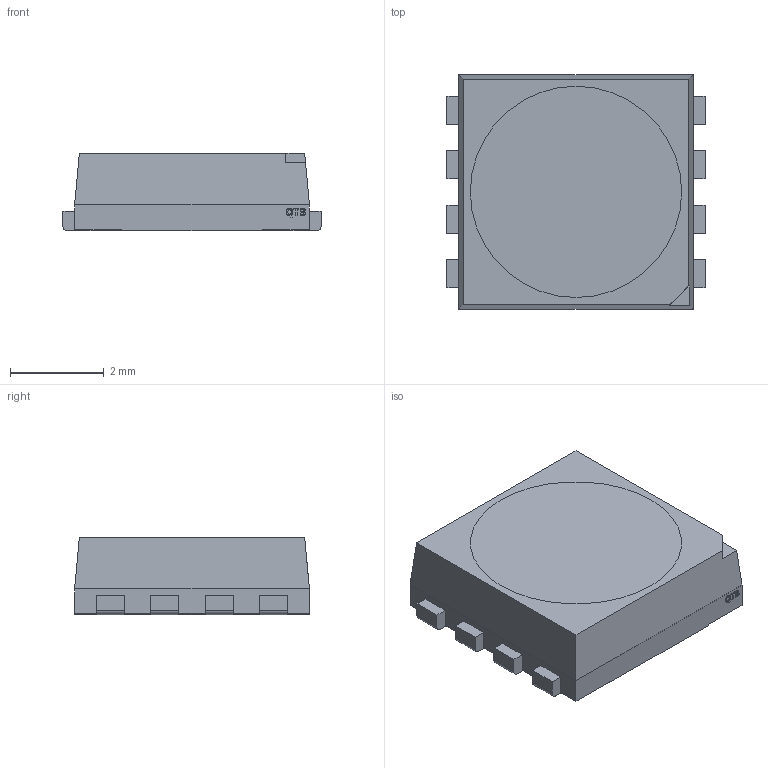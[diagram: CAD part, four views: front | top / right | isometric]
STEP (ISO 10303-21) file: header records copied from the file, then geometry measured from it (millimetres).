
FILE_DESCRIPTION(/* description */ (''),/* implementation_level */ '2;1');
FILE_NAME(/* name */ '5fab1278e8d1520f428a81d8',/* time_stamp */ '2020-11-10T22:21:44+00:00',/* author */ (''),/* organization */ (''),/* preprocessor_version */ 'ST-DEVELOPER v16.7',/* originating_system */ $,/* authorisation */ $);
FILE_SCHEMA (('AUTOMOTIVE_DESIGN {1 0 10303 214 3 1 1}'));
Length unit declared in the file: metre
Products named in the file (11): QBLP679-RGBW; Part 11; Part 3; Part 9; Part 5; Part 10; Part 4; Part 7; Part 6; Part 2; Part 8
Assembly tree (10 placements, depth 2):
  QBLP679-RGBW
    Part 11
    Part 3
    Part 9
    Part 5
    Part 10
    Part 4
    Part 7
    Part 6
    Part 2
    Part 8
Bounding box: 5.5 x 5 x 1.65 mm (x, y, z)
Volume: 25.6 mm3; surface area: 143.3 mm2
Topology: 10 solids, 10 shells, 152 faces, 370 edges, 246 vertices
Faces by surface type: plane 112, bspline 29, cylinder 9, cone 2
Full cylindrical faces by diameter (mm): 1.48 x1
Entity records: 4748 total; most frequent: CARTESIAN_POINT 1091, ORIENTED_EDGE 730, DIRECTION 597, EDGE_CURVE 365, LINE 285, VECTOR 285, VERTEX_POINT 244, EDGE_LOOP 163
